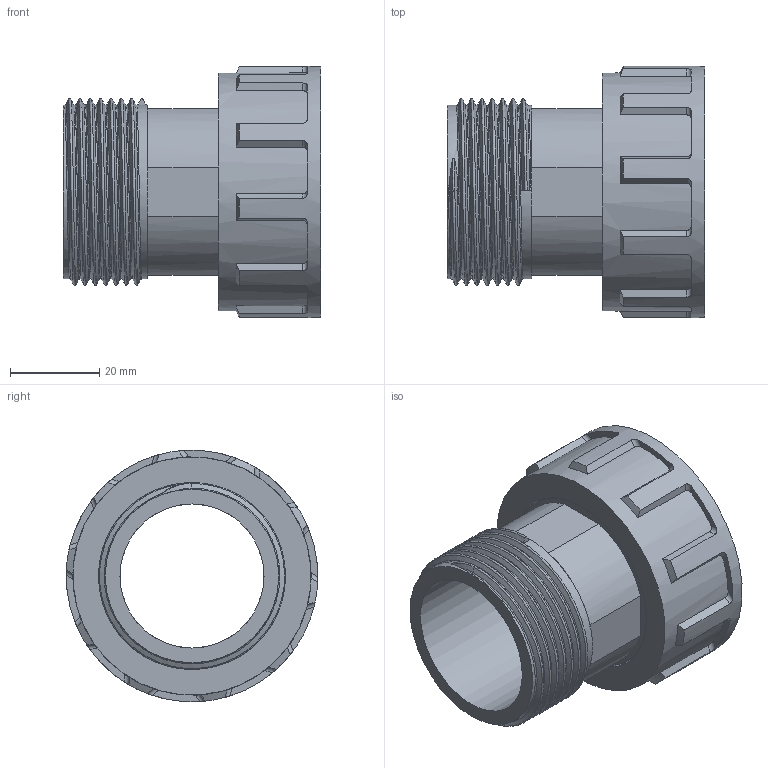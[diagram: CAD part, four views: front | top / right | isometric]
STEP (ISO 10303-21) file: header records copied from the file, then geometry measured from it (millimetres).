
FILE_DESCRIPTION (( 'STEP AP203' ), '1' );
FILE_NAME ('00650_1109.STEP', '2017-06-07T13:43:13', ( '' ), ( '' ), 'SwSTEP 2.0', 'SolidWorks 2011', '' );
FILE_SCHEMA (( 'CONFIG_CONTROL_DESIGN' ));
Length unit declared in the file: millimetre
Products named in the file (4): 00125_1111; 00122_1111; 00653_1109; 00650_1109
Assembly tree (3 placements, depth 2):
  00650_1109
    00125_1111
    00122_1111
    00653_1109
Bounding box: 57.8 x 56.5 x 56.38 mm (x, y, z)
Volume: 36748.2 mm3; surface area: 26144.9 mm2
Topology: 3 solids, 3 shells, 124 faces, 337 edges, 223 vertices
Faces by surface type: cylinder 47, plane 46, cone 15, bspline 10, torus 6
Full cylindrical faces by diameter (mm): 32.36 x1, 33.3 x1, 38.96 x7, 41.2 x1, 41.7 x1, 44.5 x2, 47.803 x7, 53.5 x1, 56.5 x1
Entity records: 10888 total; most frequent: CARTESIAN_POINT 7918, ORIENTED_EDGE 562, DIRECTION 487, EDGE_CURVE 281, AXIS2_PLACEMENT_3D 192, VERTEX_POINT 192, EDGE_LOOP 133, FACE_OUTER_BOUND 121
